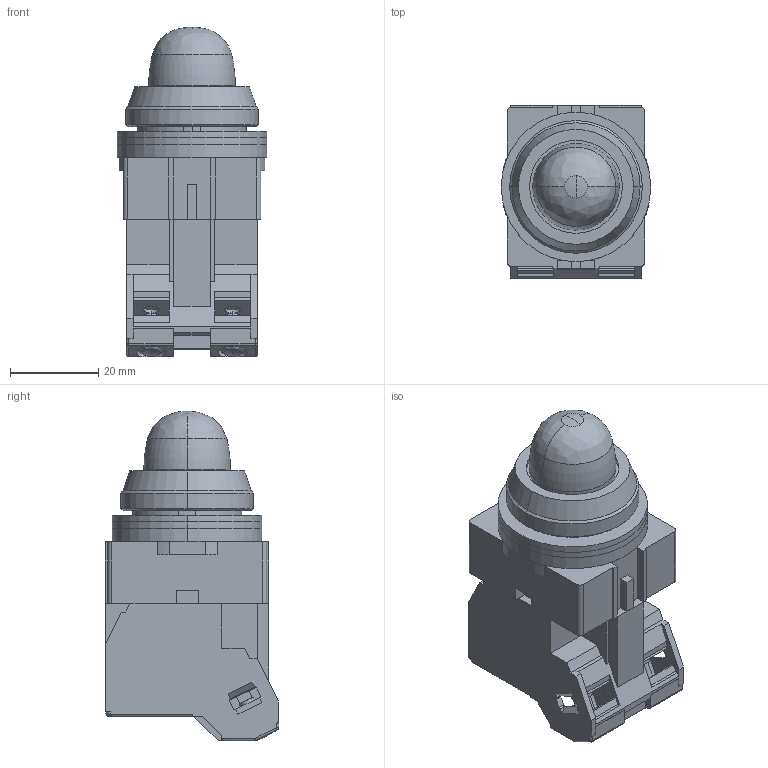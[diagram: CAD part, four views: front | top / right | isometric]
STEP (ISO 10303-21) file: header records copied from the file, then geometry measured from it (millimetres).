
FILE_DESCRIPTION (( 'STEP AP203' ), '1' );
FILE_NAME ('22_APS1[16][26]DN$.STEP', '2020-11-20T06:58:26', ( '' ), ( '' ), 'SwSTEP 2.0', 'SolidWorks 2019', '' );
FILE_SCHEMA (( 'CONFIG_CONTROL_DESIGN' ));
Length unit declared in the file: millimetre
Products named in the file (7): OG-22_蹬怮椔; HW-T#6_蹬怮椔; 22_APS1[16][26]DN$; APS_BODY_蹬怮椔; APS106_蹬怮椔; OW-22_蹬怮椔; OW-21_蹬怮椔
Assembly tree (7 placements, depth 2):
  22_APS1[16][26]DN$
    APS_BODY_蹬怮椔
    APS106_蹬怮椔
    OW-22_蹬怮椔
    OW-21_蹬怮椔  x2
    OG-22_蹬怮椔
    HW-T#6_蹬怮椔
Bounding box: 33.8 x 39.2 x 74.5 mm (x, y, z)
Volume: 57182.2 mm3; surface area: 20826.7 mm2
Topology: 7 solids, 9 shells, 405 faces, 1115 edges, 731 vertices
Faces by surface type: plane 271, cylinder 106, bspline 12, cone 10, sphere 4, torus 2
Entity records: 13756 total; most frequent: CARTESIAN_POINT 2727, ORIENTED_EDGE 2198, DIRECTION 2074, EDGE_CURVE 1099, LINE 824, VECTOR 824, VERTEX_POINT 723, AXIS2_PLACEMENT_3D 625
